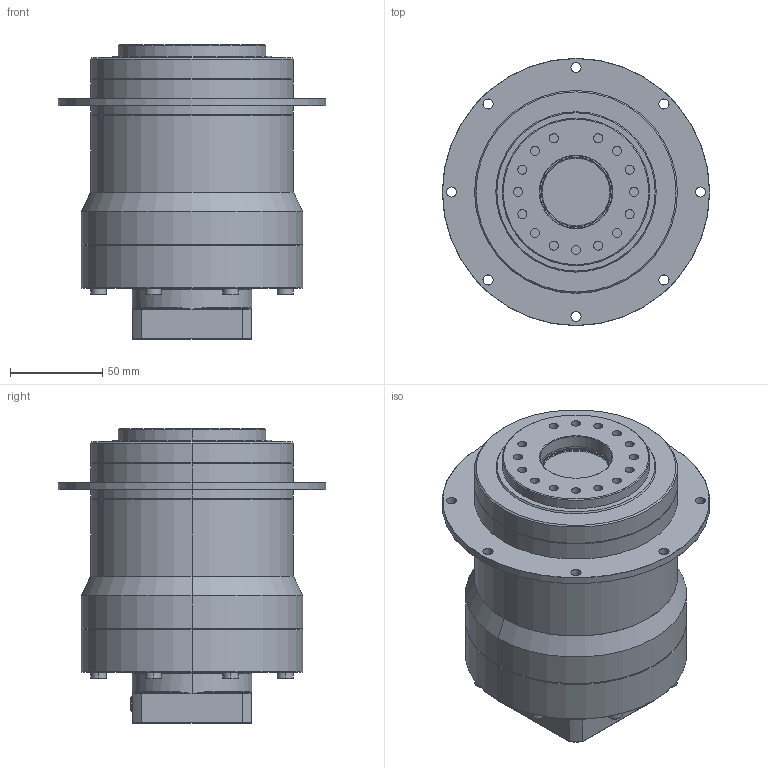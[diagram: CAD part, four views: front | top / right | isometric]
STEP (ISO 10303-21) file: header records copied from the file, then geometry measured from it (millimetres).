
FILE_DESCRIPTION (( 'STEP AP214' ), '1' );
FILE_NAME ('PGD110-50A2.STEP', '2015-07-01T19:36:52', ( '' ), ( '' ), 'SwSTEP 2.0', 'SolidWorks 2015', '' );
FILE_SCHEMA (( 'AUTOMOTIVE_DESIGN' ));
Length unit declared in the file: millimetre
Products named in the file (1): PGD110-50A2
Bounding box: 145 x 145 x 159.52 mm (x, y, z)
Volume: 1414186.5 mm3; surface area: 114302.8 mm2
Topology: 5 solids, 11 shells, 514 faces, 1203 edges, 765 vertices
Faces by surface type: plane 247, cylinder 178, cone 49, torus 32, bspline 8
Entity records: 15223 total; most frequent: CARTESIAN_POINT 3006, DIRECTION 2639, ORIENTED_EDGE 2398, EDGE_CURVE 1199, AXIS2_PLACEMENT_3D 988, VERTEX_POINT 765, LINE 663, VECTOR 663
